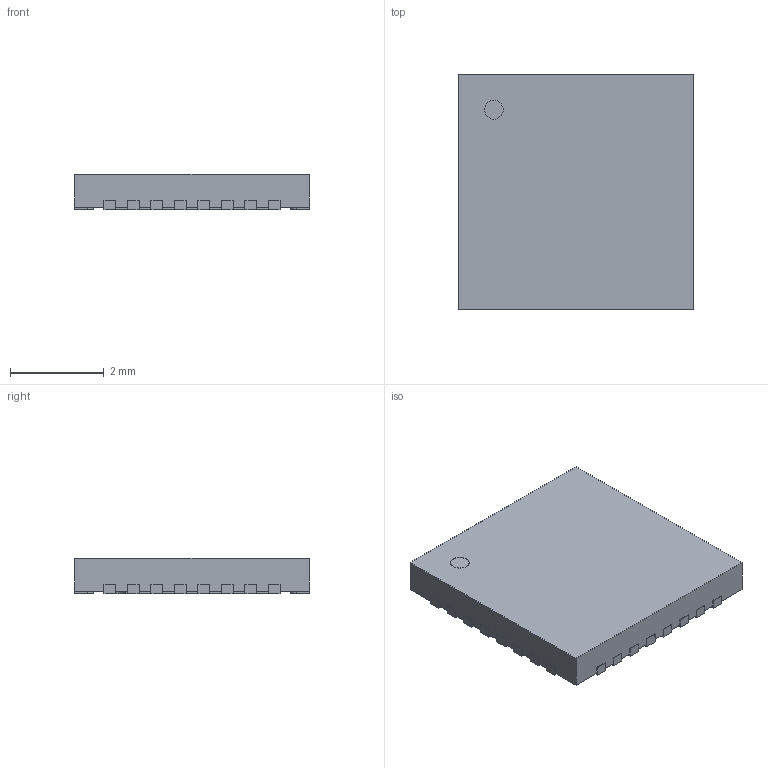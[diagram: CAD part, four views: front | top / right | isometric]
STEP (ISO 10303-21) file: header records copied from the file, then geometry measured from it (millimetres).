
FILE_DESCRIPTION (( 'STEP AP214' ), '1' );
FILE_NAME ('User Library-QFN-32UH.STEP', '2017-03-14T01:16:56', ( 'Windows User' ), ( '' ), 'SwSTEP 2.0', 'SolidWorks 2017', '' );
FILE_SCHEMA (( 'AUTOMOTIVE_DESIGN' ));
Length unit declared in the file: millimetre
Products named in the file (1): User Library-QFN-32UH
Bounding box: 5.02 x 5.02 x 0.75 mm (x, y, z)
Volume: 18.3 mm3; surface area: 66.9 mm2
Topology: 1 solids, 1 shells, 218 faces, 642 edges, 428 vertices
Faces by surface type: plane 172, cylinder 46
Entity records: 9630 total; most frequent: CARTESIAN_POINT 1289, ORIENTED_EDGE 1284, DIRECTION 1172, EDGE_CURVE 642, VECTOR 550, LINE 550, VERTEX_POINT 428, AXIS2_PLACEMENT_3D 311
